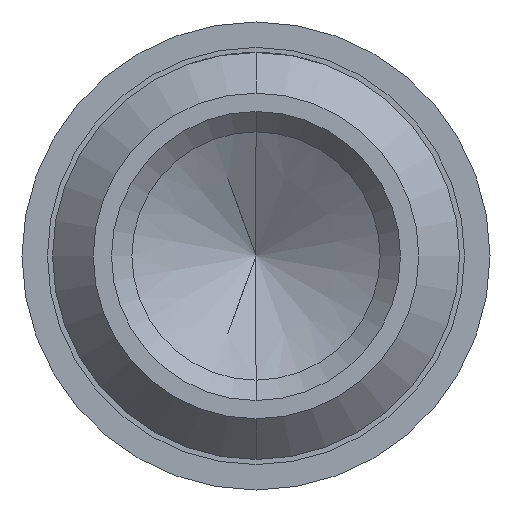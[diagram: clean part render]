
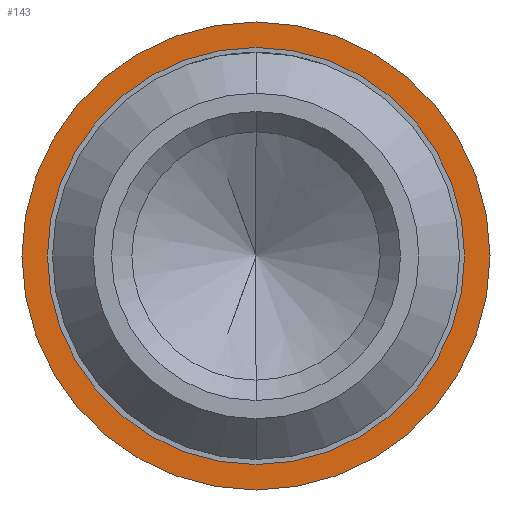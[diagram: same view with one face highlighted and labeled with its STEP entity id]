
A CAD part, front view. The second image highlights one B-rep face of the part: STEP entity #143.
In plain terms, the highlighted planar face has unit normal (0, -1, 0).
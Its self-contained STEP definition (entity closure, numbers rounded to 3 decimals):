
#3 = VERTEX_POINT ( 'NONE', #795 ) ;
#47 = CARTESIAN_POINT ( 'NONE',  ( -1.15, -0.2, 0. ) ) ;
#77 = EDGE_LOOP ( 'NONE', ( #397, #1450 ) ) ;
#100 = VERTEX_POINT ( 'NONE', #1890 ) ;
#143 = ADVANCED_FACE ( 'NONE', ( #1227, #1960 ), #1906, .T. ) ;
#257 = EDGE_CURVE ( 'NONE', #100, #2471, #2561, .T. ) ;
#266 = EDGE_CURVE ( 'NONE', #3, #584, #862, .T. ) ;
#293 = CARTESIAN_POINT ( 'NONE',  ( 0., -0.2, 1.15 ) ) ;
#298 = AXIS2_PLACEMENT_3D ( 'NONE', #2338, #2646, #2637 ) ;
#397 = ORIENTED_EDGE ( 'NONE', *, *, #703, .F. ) ;
#584 = VERTEX_POINT ( 'NONE', #293 ) ;
#703 = EDGE_CURVE ( 'NONE', #584, #3, #2517, .T. ) ;
#795 = CARTESIAN_POINT ( 'NONE',  ( 0., -0.2, -1.15 ) ) ;
#862 = CIRCLE ( 'NONE', #3017, 1.15 ) ;
#897 = EDGE_LOOP ( 'NONE', ( #2320, #1384 ) ) ;
#970 = CIRCLE ( 'NONE', #298, 1. ) ;
#1227 = FACE_BOUND ( 'NONE', #897, .T. ) ;
#1384 = ORIENTED_EDGE ( 'NONE', *, *, #1863, .T. ) ;
#1450 = ORIENTED_EDGE ( 'NONE', *, *, #266, .F. ) ;
#1471 = DIRECTION ( 'NONE',  ( 0., 1., 0. ) ) ;
#1559 = DIRECTION ( 'NONE',  ( 0., 0., 1. ) ) ;
#1693 = CARTESIAN_POINT ( 'NONE',  ( 0., -0.2, 0. ) ) ;
#1863 = EDGE_CURVE ( 'NONE', #2471, #100, #970, .T. ) ;
#1890 = CARTESIAN_POINT ( 'NONE',  ( 0., -0.2, 1. ) ) ;
#1906 = PLANE ( 'NONE',  #3366 ) ;
#1940 = DIRECTION ( 'NONE',  ( 0., -1., 0. ) ) ;
#1960 = FACE_OUTER_BOUND ( 'NONE', #77, .T. ) ;
#2211 = DIRECTION ( 'NONE',  ( 0., 0., -1. ) ) ;
#2320 = ORIENTED_EDGE ( 'NONE', *, *, #257, .T. ) ;
#2338 = CARTESIAN_POINT ( 'NONE',  ( 0., -0.2, 0. ) ) ;
#2471 = VERTEX_POINT ( 'NONE', #3098 ) ;
#2517 = CIRCLE ( 'NONE', #3482, 1.15 ) ;
#2561 = CIRCLE ( 'NONE', #2888, 1. ) ;
#2637 = DIRECTION ( 'NONE',  ( 0., 0., 1. ) ) ;
#2646 = DIRECTION ( 'NONE',  ( 0., 1., 0. ) ) ;
#2677 = CARTESIAN_POINT ( 'NONE',  ( 0., -0.2, 0. ) ) ;
#2844 = CARTESIAN_POINT ( 'NONE',  ( 0., -0.2, 0. ) ) ;
#2888 = AXIS2_PLACEMENT_3D ( 'NONE', #2844, #1471, #3447 ) ;
#2923 = DIRECTION ( 'NONE',  ( 0., 1., 0. ) ) ;
#3017 = AXIS2_PLACEMENT_3D ( 'NONE', #2677, #2923, #1559 ) ;
#3032 = DIRECTION ( 'NONE',  ( 0., 1., 0. ) ) ;
#3063 = DIRECTION ( 'NONE',  ( 0., 0., 1. ) ) ;
#3098 = CARTESIAN_POINT ( 'NONE',  ( 0., -0.2, -1. ) ) ;
#3366 = AXIS2_PLACEMENT_3D ( 'NONE', #47, #1940, #2211 ) ;
#3447 = DIRECTION ( 'NONE',  ( 0., 0., 1. ) ) ;
#3482 = AXIS2_PLACEMENT_3D ( 'NONE', #1693, #3032, #3063 ) ;
